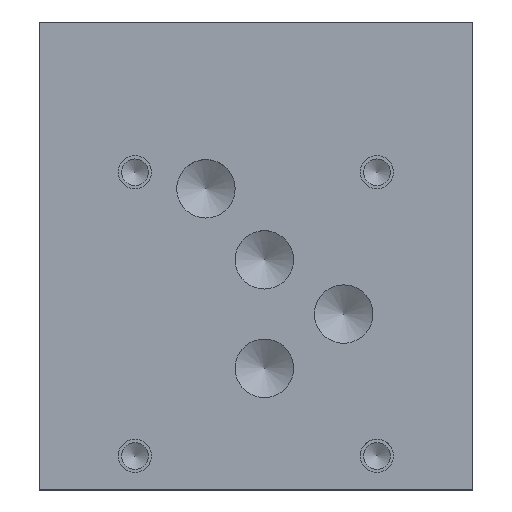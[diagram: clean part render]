
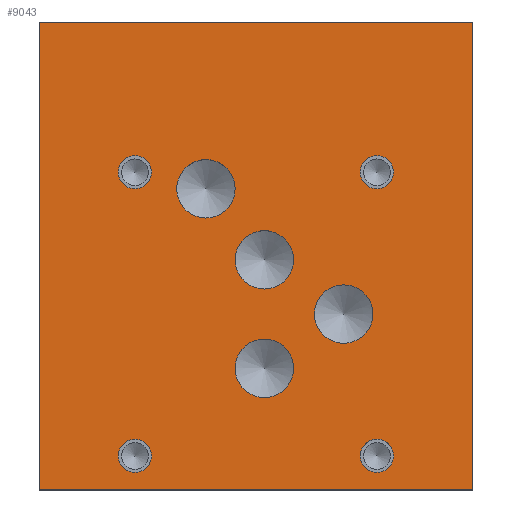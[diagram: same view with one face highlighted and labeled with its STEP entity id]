
A CAD part, top view. The second image highlights one B-rep face of the part: STEP entity #9043.
In plain terms, the highlighted planar face has unit normal (0, 0, 1).
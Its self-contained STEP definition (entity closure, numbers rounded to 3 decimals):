
#136=CIRCLE('',#9445,5.556);
#137=CIRCLE('',#9446,5.556);
#140=CIRCLE('',#9451,5.563);
#141=CIRCLE('',#9452,5.563);
#144=CIRCLE('',#9457,5.563);
#145=CIRCLE('',#9458,5.563);
#148=CIRCLE('',#9463,5.563);
#149=CIRCLE('',#9464,5.563);
#155=CIRCLE('',#9473,3.175);
#156=CIRCLE('',#9474,3.175);
#162=CIRCLE('',#9484,3.175);
#163=CIRCLE('',#9485,3.175);
#169=CIRCLE('',#9495,3.175);
#170=CIRCLE('',#9496,3.175);
#176=CIRCLE('',#9506,3.175);
#177=CIRCLE('',#9507,3.175);
#240=FACE_BOUND('',#1523,.T.);
#241=FACE_BOUND('',#1524,.T.);
#242=FACE_BOUND('',#1525,.T.);
#243=FACE_BOUND('',#1526,.T.);
#244=FACE_BOUND('',#1527,.T.);
#245=FACE_BOUND('',#1528,.T.);
#246=FACE_BOUND('',#1529,.T.);
#247=FACE_BOUND('',#1530,.T.);
#538=PLANE('',#9513);
#999=FACE_OUTER_BOUND('',#1522,.T.);
#1522=EDGE_LOOP('',(#8063,#8064,#8065,#8066));
#1523=EDGE_LOOP('',(#8067,#8068));
#1524=EDGE_LOOP('',(#8069,#8070));
#1525=EDGE_LOOP('',(#8071,#8072));
#1526=EDGE_LOOP('',(#8073,#8074));
#1527=EDGE_LOOP('',(#8075,#8076));
#1528=EDGE_LOOP('',(#8077,#8078));
#1529=EDGE_LOOP('',(#8079,#8080));
#1530=EDGE_LOOP('',(#8081,#8082));
#1789=LINE('',#13216,#2672);
#2213=LINE('',#14392,#3096);
#2273=LINE('',#14665,#3156);
#2414=LINE('',#15397,#3297);
#2672=VECTOR('',#9910,10.);
#3096=VECTOR('',#10642,10.);
#3156=VECTOR('',#10756,10.);
#3297=VECTOR('',#11303,10.);
#3816=VERTEX_POINT('',#13213);
#3817=VERTEX_POINT('',#13215);
#4135=VERTEX_POINT('',#14391);
#4193=VERTEX_POINT('',#14663);
#4333=VERTEX_POINT('',#15262);
#4334=VERTEX_POINT('',#15263);
#4338=VERTEX_POINT('',#15275);
#4339=VERTEX_POINT('',#15276);
#4343=VERTEX_POINT('',#15288);
#4344=VERTEX_POINT('',#15289);
#4348=VERTEX_POINT('',#15301);
#4349=VERTEX_POINT('',#15302);
#4356=VERTEX_POINT('',#15321);
#4357=VERTEX_POINT('',#15322);
#4364=VERTEX_POINT('',#15343);
#4365=VERTEX_POINT('',#15344);
#4372=VERTEX_POINT('',#15365);
#4373=VERTEX_POINT('',#15366);
#4380=VERTEX_POINT('',#15387);
#4381=VERTEX_POINT('',#15388);
#4801=EDGE_CURVE('',#3817,#3816,#1789,.T.);
#5267=EDGE_CURVE('',#4135,#3817,#2213,.T.);
#5351=EDGE_CURVE('',#3816,#4193,#2273,.T.);
#5554=EDGE_CURVE('',#4333,#4334,#136,.T.);
#5555=EDGE_CURVE('',#4334,#4333,#137,.T.);
#5560=EDGE_CURVE('',#4338,#4339,#140,.T.);
#5561=EDGE_CURVE('',#4339,#4338,#141,.T.);
#5566=EDGE_CURVE('',#4343,#4344,#144,.T.);
#5567=EDGE_CURVE('',#4344,#4343,#145,.T.);
#5572=EDGE_CURVE('',#4348,#4349,#148,.T.);
#5573=EDGE_CURVE('',#4349,#4348,#149,.T.);
#5581=EDGE_CURVE('',#4356,#4357,#155,.T.);
#5582=EDGE_CURVE('',#4357,#4356,#156,.T.);
#5591=EDGE_CURVE('',#4364,#4365,#162,.T.);
#5592=EDGE_CURVE('',#4365,#4364,#163,.T.);
#5601=EDGE_CURVE('',#4372,#4373,#169,.T.);
#5602=EDGE_CURVE('',#4373,#4372,#170,.T.);
#5611=EDGE_CURVE('',#4380,#4381,#176,.T.);
#5612=EDGE_CURVE('',#4381,#4380,#177,.T.);
#5616=EDGE_CURVE('',#4193,#4135,#2414,.T.);
#8063=ORIENTED_EDGE('',*,*,#4801,.T.);
#8064=ORIENTED_EDGE('',*,*,#5351,.T.);
#8065=ORIENTED_EDGE('',*,*,#5616,.T.);
#8066=ORIENTED_EDGE('',*,*,#5267,.T.);
#8067=ORIENTED_EDGE('',*,*,#5554,.T.);
#8068=ORIENTED_EDGE('',*,*,#5555,.T.);
#8069=ORIENTED_EDGE('',*,*,#5560,.T.);
#8070=ORIENTED_EDGE('',*,*,#5561,.T.);
#8071=ORIENTED_EDGE('',*,*,#5566,.T.);
#8072=ORIENTED_EDGE('',*,*,#5567,.T.);
#8073=ORIENTED_EDGE('',*,*,#5572,.T.);
#8074=ORIENTED_EDGE('',*,*,#5573,.T.);
#8075=ORIENTED_EDGE('',*,*,#5581,.T.);
#8076=ORIENTED_EDGE('',*,*,#5582,.T.);
#8077=ORIENTED_EDGE('',*,*,#5591,.T.);
#8078=ORIENTED_EDGE('',*,*,#5592,.T.);
#8079=ORIENTED_EDGE('',*,*,#5601,.T.);
#8080=ORIENTED_EDGE('',*,*,#5602,.T.);
#8081=ORIENTED_EDGE('',*,*,#5611,.T.);
#8082=ORIENTED_EDGE('',*,*,#5612,.T.);
#9043=ADVANCED_FACE('',(#999,#240,#241,#242,#243,#244,#245,#246,#247),#538,
 .T.);
#9445=AXIS2_PLACEMENT_3D('',#15264,#11151,#11152);
#9446=AXIS2_PLACEMENT_3D('',#15265,#11153,#11154);
#9451=AXIS2_PLACEMENT_3D('',#15277,#11165,#11166);
#9452=AXIS2_PLACEMENT_3D('',#15278,#11167,#11168);
#9457=AXIS2_PLACEMENT_3D('',#15290,#11179,#11180);
#9458=AXIS2_PLACEMENT_3D('',#15291,#11181,#11182);
#9463=AXIS2_PLACEMENT_3D('',#15303,#11193,#11194);
#9464=AXIS2_PLACEMENT_3D('',#15304,#11195,#11196);
#9473=AXIS2_PLACEMENT_3D('',#15323,#11215,#11216);
#9474=AXIS2_PLACEMENT_3D('',#15324,#11217,#11218);
#9484=AXIS2_PLACEMENT_3D('',#15345,#11240,#11241);
#9485=AXIS2_PLACEMENT_3D('',#15346,#11242,#11243);
#9495=AXIS2_PLACEMENT_3D('',#15367,#11265,#11266);
#9496=AXIS2_PLACEMENT_3D('',#15368,#11267,#11268);
#9506=AXIS2_PLACEMENT_3D('',#15389,#11290,#11291);
#9507=AXIS2_PLACEMENT_3D('',#15390,#11292,#11293);
#9513=AXIS2_PLACEMENT_3D('',#15400,#11308,#11309);
#9910=DIRECTION('',(1.,0.,0.));
#10642=DIRECTION('',(0.,-1.,0.));
#10756=DIRECTION('',(0.,1.,0.));
#11151=DIRECTION('center_axis',(0.,0.,-1.));
#11152=DIRECTION('ref_axis',(1.,0.,0.));
#11153=DIRECTION('center_axis',(0.,0.,-1.));
#11154=DIRECTION('ref_axis',(1.,0.,0.));
#11165=DIRECTION('center_axis',(0.,0.,-1.));
#11166=DIRECTION('ref_axis',(1.,0.,0.));
#11167=DIRECTION('center_axis',(0.,0.,-1.));
#11168=DIRECTION('ref_axis',(1.,0.,0.));
#11179=DIRECTION('center_axis',(0.,0.,-1.));
#11180=DIRECTION('ref_axis',(1.,0.,0.));
#11181=DIRECTION('center_axis',(0.,0.,-1.));
#11182=DIRECTION('ref_axis',(1.,0.,0.));
#11193=DIRECTION('center_axis',(0.,0.,-1.));
#11194=DIRECTION('ref_axis',(1.,0.,0.));
#11195=DIRECTION('center_axis',(0.,0.,-1.));
#11196=DIRECTION('ref_axis',(1.,0.,0.));
#11215=DIRECTION('center_axis',(0.,0.,-1.));
#11216=DIRECTION('ref_axis',(1.,0.,0.));
#11217=DIRECTION('center_axis',(0.,0.,-1.));
#11218=DIRECTION('ref_axis',(1.,0.,0.));
#11240=DIRECTION('center_axis',(0.,0.,-1.));
#11241=DIRECTION('ref_axis',(1.,0.,0.));
#11242=DIRECTION('center_axis',(0.,0.,-1.));
#11243=DIRECTION('ref_axis',(1.,0.,0.));
#11265=DIRECTION('center_axis',(0.,0.,-1.));
#11266=DIRECTION('ref_axis',(1.,0.,0.));
#11267=DIRECTION('center_axis',(0.,0.,-1.));
#11268=DIRECTION('ref_axis',(1.,0.,0.));
#11290=DIRECTION('center_axis',(0.,0.,-1.));
#11291=DIRECTION('ref_axis',(1.,0.,0.));
#11292=DIRECTION('center_axis',(0.,0.,-1.));
#11293=DIRECTION('ref_axis',(1.,0.,0.));
#11303=DIRECTION('',(-1.,0.,0.));
#11308=DIRECTION('center_axis',(0.,0.,1.));
#11309=DIRECTION('ref_axis',(1.,0.,0.));
#13213=CARTESIAN_POINT('',(82.55,0.,88.9));
#13215=CARTESIAN_POINT('',(0.,0.,88.9));
#13216=CARTESIAN_POINT('',(0.,0.,88.9));
#14391=CARTESIAN_POINT('',(0.,88.9,88.9));
#14392=CARTESIAN_POINT('',(0.,88.9,88.9));
#14663=CARTESIAN_POINT('',(82.55,88.9,88.9));
#14665=CARTESIAN_POINT('',(82.55,0.,88.9));
#15262=CARTESIAN_POINT('',(48.419,43.642,88.9));
#15263=CARTESIAN_POINT('',(37.306,43.642,88.9));
#15264=CARTESIAN_POINT('Origin',(42.863,43.642,88.9));
#15265=CARTESIAN_POINT('Origin',(42.863,43.642,88.9));
#15275=CARTESIAN_POINT('',(37.313,57.15,88.9));
#15276=CARTESIAN_POINT('',(26.187,57.15,88.9));
#15277=CARTESIAN_POINT('Origin',(31.75,57.15,88.9));
#15278=CARTESIAN_POINT('Origin',(31.75,57.15,88.9));
#15288=CARTESIAN_POINT('',(63.525,33.325,88.9));
#15289=CARTESIAN_POINT('',(52.4,33.325,88.9));
#15290=CARTESIAN_POINT('Origin',(57.963,33.325,88.9));
#15291=CARTESIAN_POINT('Origin',(57.963,33.325,88.9));
#15301=CARTESIAN_POINT('',(48.43,23.007,88.9));
#15302=CARTESIAN_POINT('',(37.305,23.007,88.9));
#15303=CARTESIAN_POINT('Origin',(42.868,23.007,88.9));
#15304=CARTESIAN_POINT('Origin',(42.868,23.007,88.9));
#15321=CARTESIAN_POINT('',(67.462,6.363,88.9));
#15322=CARTESIAN_POINT('',(61.112,6.363,88.9));
#15323=CARTESIAN_POINT('Origin',(64.287,6.363,88.9));
#15324=CARTESIAN_POINT('Origin',(64.287,6.363,88.9));
#15343=CARTESIAN_POINT('',(21.412,60.325,88.9));
#15344=CARTESIAN_POINT('',(15.062,60.325,88.9));
#15345=CARTESIAN_POINT('Origin',(18.237,60.325,88.9));
#15346=CARTESIAN_POINT('Origin',(18.237,60.325,88.9));
#15365=CARTESIAN_POINT('',(67.462,60.325,88.9));
#15366=CARTESIAN_POINT('',(61.112,60.325,88.9));
#15367=CARTESIAN_POINT('Origin',(64.287,60.325,88.9));
#15368=CARTESIAN_POINT('Origin',(64.287,60.325,88.9));
#15387=CARTESIAN_POINT('',(21.412,6.35,88.9));
#15388=CARTESIAN_POINT('',(15.062,6.35,88.9));
#15389=CARTESIAN_POINT('Origin',(18.237,6.35,88.9));
#15390=CARTESIAN_POINT('Origin',(18.237,6.35,88.9));
#15397=CARTESIAN_POINT('',(82.55,88.9,88.9));
#15400=CARTESIAN_POINT('Origin',(41.275,44.45,88.9));
